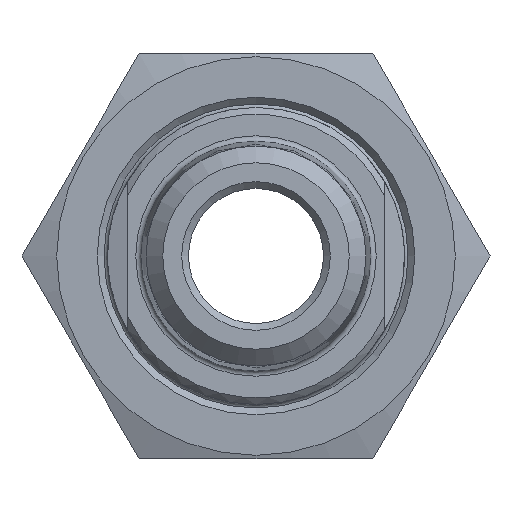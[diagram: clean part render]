
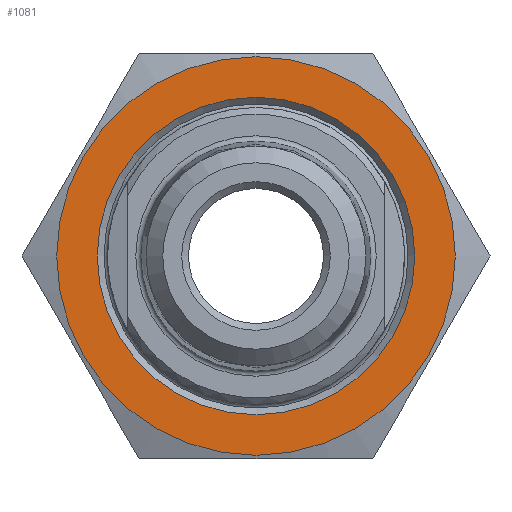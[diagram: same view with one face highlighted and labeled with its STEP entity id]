
A CAD part, left-side view. The second image highlights one B-rep face of the part: STEP entity #1081.
In plain terms, the highlighted planar face has unit normal (-1, 0, 0).
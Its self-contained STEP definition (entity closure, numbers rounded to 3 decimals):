
#74=FACE_BOUND('',#204,.T.);
#90=PLANE('',#1232);
#133=FACE_OUTER_BOUND('',#203,.T.);
#203=EDGE_LOOP('',(#775));
#204=EDGE_LOOP('',(#776));
#377=CIRCLE('',#1222,14.75);
#378=CIRCLE('',#1227,11.75);
#473=VERTEX_POINT('',#1825);
#474=VERTEX_POINT('',#1836);
#583=EDGE_CURVE('',#473,#473,#377,.T.);
#588=EDGE_CURVE('',#474,#474,#378,.T.);
#775=ORIENTED_EDGE('',*,*,#583,.T.);
#776=ORIENTED_EDGE('',*,*,#588,.F.);
#1081=ADVANCED_FACE('',(#133,#74),#90,.F.);
#1222=AXIS2_PLACEMENT_3D('',#1827,#1404,#1405);
#1227=AXIS2_PLACEMENT_3D('',#1837,#1418,#1419);
#1232=AXIS2_PLACEMENT_3D('',#1847,#1430,#1431);
#1404=DIRECTION('center_axis',(-1.,0.,0.));
#1405=DIRECTION('ref_axis',(0.,1.,0.));
#1418=DIRECTION('center_axis',(-1.,0.,0.));
#1419=DIRECTION('ref_axis',(0.,-1.,0.));
#1430=DIRECTION('center_axis',(1.,0.,0.));
#1431=DIRECTION('ref_axis',(0.,0.,-1.));
#1825=CARTESIAN_POINT('',(-15.,-14.75,0.));
#1827=CARTESIAN_POINT('Origin',(-15.,0.,0.));
#1836=CARTESIAN_POINT('',(-15.,11.75,0.));
#1837=CARTESIAN_POINT('Origin',(-15.,0.,0.));
#1847=CARTESIAN_POINT('Origin',(-15.,0.,0.));
